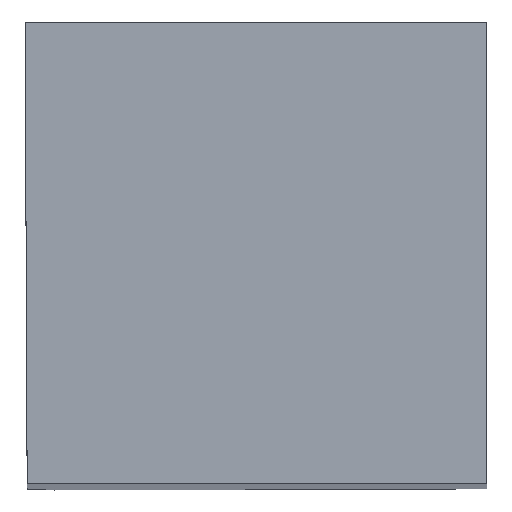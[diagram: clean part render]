
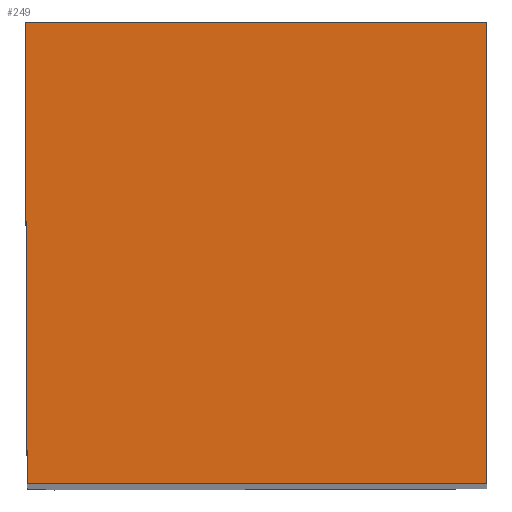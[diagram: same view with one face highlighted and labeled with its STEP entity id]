
A CAD part, top view. The second image highlights one B-rep face of the part: STEP entity #249.
In plain terms, the highlighted planar face has unit normal (0, 0, 1).
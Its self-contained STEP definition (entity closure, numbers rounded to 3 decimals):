
#128=LINE('',#1153,#178);
#129=LINE('',#1155,#179);
#130=LINE('',#1157,#180);
#131=LINE('',#1159,#181);
#178=VECTOR('',#884,1.);
#179=VECTOR('',#887,1.);
#180=VECTOR('',#888,1.);
#181=VECTOR('',#889,1.);
#249=ADVANCED_FACE('',(#301),#279,.F.);
#279=PLANE('',#770);
#301=FACE_OUTER_BOUND('',#336,.T.);
#336=EDGE_LOOP('',(#411,#412,#413,#414));
#411=ORIENTED_EDGE('',*,*,#608,.T.);
#412=ORIENTED_EDGE('',*,*,#609,.T.);
#413=ORIENTED_EDGE('',*,*,#610,.F.);
#414=ORIENTED_EDGE('',*,*,#611,.T.);
#545=VERTEX_POINT('',#1148);
#547=VERTEX_POINT('',#1152);
#548=VERTEX_POINT('',#1156);
#549=VERTEX_POINT('',#1158);
#608=EDGE_CURVE('',#545,#547,#128,.T.);
#609=EDGE_CURVE('',#547,#548,#129,.T.);
#610=EDGE_CURVE('',#549,#548,#130,.T.);
#611=EDGE_CURVE('',#549,#545,#131,.T.);
#770=AXIS2_PLACEMENT_3D('',#1160,#890,#891);
#884=DIRECTION('',(-1.,0.,0.));
#887=DIRECTION('',(0.004,-1.,0.));
#888=DIRECTION('',(-1.,0.,0.));
#889=DIRECTION('',(0.,1.,0.));
#890=DIRECTION('',(0.,0.,-1.));
#891=DIRECTION('',(1.,0.,0.));
#1148=CARTESIAN_POINT('',(15.95,15.95,0.));
#1152=CARTESIAN_POINT('',(0.,15.95,0.));
#1153=CARTESIAN_POINT('',(18.,15.95,0.));
#1155=CARTESIAN_POINT('',(0.,15.95,0.));
#1156=CARTESIAN_POINT('',(0.07,0.,0.));
#1157=CARTESIAN_POINT('',(18.,0.,0.));
#1158=CARTESIAN_POINT('',(15.95,0.,0.));
#1159=CARTESIAN_POINT('',(15.95,-2.,0.));
#1160=CARTESIAN_POINT('',(18.,17.95,0.));
